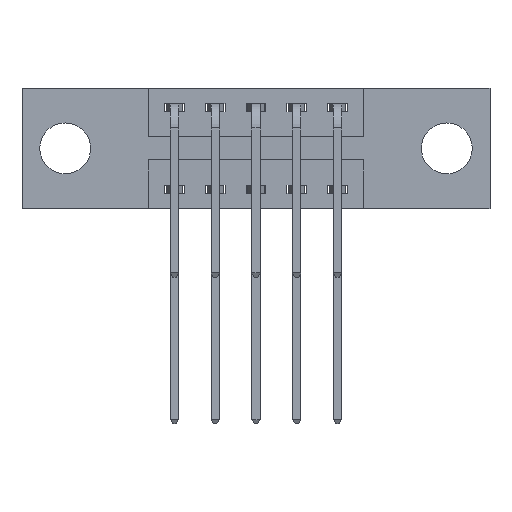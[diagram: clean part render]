
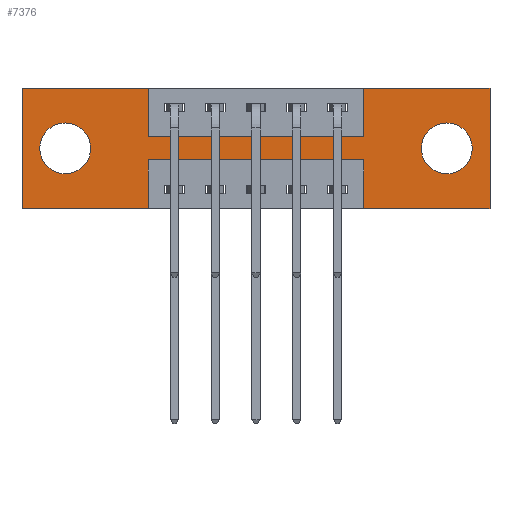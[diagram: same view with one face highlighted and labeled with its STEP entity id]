
A CAD part, front view. The second image highlights one B-rep face of the part: STEP entity #7376.
In plain terms, the highlighted planar face has unit normal (0, -1, 0).
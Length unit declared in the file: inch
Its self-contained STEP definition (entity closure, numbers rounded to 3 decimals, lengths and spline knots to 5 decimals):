
#159 = CARTESIAN_POINT ( 'NONE',  ( 0.3875, 0., 0. ) ) ;
#172 = CARTESIAN_POINT ( 'NONE',  ( 1.0475, 0., 0. ) ) ;
#222 = DIRECTION ( 'NONE',  ( 1., 0., 0. ) ) ;
#257 = DIRECTION ( 'NONE',  ( 0., 1., 0. ) ) ;
#352 = PLANE ( 'NONE',  #9705 ) ;
#380 = VERTEX_POINT ( 'NONE', #2471 ) ;
#413 = DIRECTION ( 'NONE',  ( 0., 0., -1. ) ) ;
#445 = DIRECTION ( 'NONE',  ( 0., 0., 1. ) ) ;
#542 = DIRECTION ( 'NONE',  ( 0., 1., 0. ) ) ;
#774 = CARTESIAN_POINT ( 'NONE',  ( 0.3875, 0., -0.37 ) ) ;
#980 = CARTESIAN_POINT ( 'NONE',  ( 0., 0., 0. ) ) ;
#1033 = EDGE_CURVE ( 'NONE', #380, #5569, #2490, .T. ) ;
#1048 = DIRECTION ( 'NONE',  ( -1., 0., 0. ) ) ;
#1064 = CARTESIAN_POINT ( 'NONE',  ( 0.3875, 0., 0. ) ) ;
#1119 = VECTOR ( 'NONE', #8594, 39.37008 ) ;
#1130 = CARTESIAN_POINT ( 'NONE',  ( 0., 0., 0. ) ) ;
#1145 = FACE_BOUND ( 'NONE', #4354, .T. ) ;
#1212 = VECTOR ( 'NONE', #10199, 39.37008 ) ;
#1276 = AXIS2_PLACEMENT_3D ( 'NONE', #10302, #542, #10249 ) ;
#1318 = CARTESIAN_POINT ( 'NONE',  ( 1.0475, 0., -0.22 ) ) ;
#1355 = ORIENTED_EDGE ( 'NONE', *, *, #2279, .F. ) ;
#1396 = ORIENTED_EDGE ( 'NONE', *, *, #4683, .F. ) ;
#1477 = DIRECTION ( 'NONE',  ( 0., 1., 0. ) ) ;
#1490 = VERTEX_POINT ( 'NONE', #5670 ) ;
#1515 = DIRECTION ( 'NONE',  ( 0., 0., -1. ) ) ;
#1685 = CARTESIAN_POINT ( 'NONE',  ( 1.3025, 0., -0.185 ) ) ;
#1865 = VERTEX_POINT ( 'NONE', #1318 ) ;
#1889 = CARTESIAN_POINT ( 'NONE',  ( 0., 0., 0. ) ) ;
#2075 = LINE ( 'NONE', #9501, #8907 ) ;
#2105 = VECTOR ( 'NONE', #8680, 39.37008 ) ;
#2274 = CARTESIAN_POINT ( 'NONE',  ( 1.3025, 0., -0.185 ) ) ;
#2275 = ORIENTED_EDGE ( 'NONE', *, *, #8957, .T. ) ;
#2279 = EDGE_CURVE ( 'NONE', #2867, #9776, #7694, .T. ) ;
#2285 = CARTESIAN_POINT ( 'NONE',  ( 0., 0., 0. ) ) ;
#2292 = VECTOR ( 'NONE', #7859, 39.37008 ) ;
#2471 = CARTESIAN_POINT ( 'NONE',  ( 1.3025, 0., -0.107 ) ) ;
#2478 = CIRCLE ( 'NONE', #1276, 0.078 ) ;
#2490 = CIRCLE ( 'NONE', #8903, 0.078 ) ;
#2559 = LINE ( 'NONE', #980, #2575 ) ;
#2575 = VECTOR ( 'NONE', #222, 39.37008 ) ;
#2720 = ORIENTED_EDGE ( 'NONE', *, *, #10386, .T. ) ;
#2794 = LINE ( 'NONE', #7553, #3784 ) ;
#2836 = VERTEX_POINT ( 'NONE', #5279 ) ;
#2867 = VERTEX_POINT ( 'NONE', #5497 ) ;
#2946 = VERTEX_POINT ( 'NONE', #8258 ) ;
#3068 = LINE ( 'NONE', #7296, #2105 ) ;
#3094 = ORIENTED_EDGE ( 'NONE', *, *, #10404, .F. ) ;
#3202 = ORIENTED_EDGE ( 'NONE', *, *, #9062, .F. ) ;
#3395 = DIRECTION ( 'NONE',  ( 0., 0., -1. ) ) ;
#3510 = DIRECTION ( 'NONE',  ( 1., 0., 0. ) ) ;
#3549 = DIRECTION ( 'NONE',  ( 0., 0., -1. ) ) ;
#3657 = ORIENTED_EDGE ( 'NONE', *, *, #5500, .F. ) ;
#3741 = ORIENTED_EDGE ( 'NONE', *, *, #1033, .T. ) ;
#3784 = VECTOR ( 'NONE', #1048, 39.37008 ) ;
#3850 = VERTEX_POINT ( 'NONE', #1064 ) ;
#4041 = EDGE_CURVE ( 'NONE', #9475, #1490, #8137, .T. ) ;
#4082 = ORIENTED_EDGE ( 'NONE', *, *, #8500, .F. ) ;
#4151 = VECTOR ( 'NONE', #5850, 39.37008 ) ;
#4208 = LINE ( 'NONE', #159, #6476 ) ;
#4347 = EDGE_CURVE ( 'NONE', #2836, #4572, #5529, .T. ) ;
#4354 = EDGE_LOOP ( 'NONE', ( #3741, #2275 ) ) ;
#4508 = FACE_BOUND ( 'NONE', #5832, .T. ) ;
#4572 = VERTEX_POINT ( 'NONE', #7390 ) ;
#4630 = DIRECTION ( 'NONE',  ( 0., 0., 1. ) ) ;
#4683 = EDGE_CURVE ( 'NONE', #9189, #8004, #5200, .T. ) ;
#4735 = DIRECTION ( 'NONE',  ( 0., 0., -1. ) ) ;
#4928 = CARTESIAN_POINT ( 'NONE',  ( 1.0475, 0., -0.37 ) ) ;
#5200 = LINE ( 'NONE', #9192, #1212 ) ;
#5259 = VERTEX_POINT ( 'NONE', #8806 ) ;
#5279 = CARTESIAN_POINT ( 'NONE',  ( 0.3875, 0., -0.22 ) ) ;
#5497 = CARTESIAN_POINT ( 'NONE',  ( 0., 0., -0.37 ) ) ;
#5500 = EDGE_CURVE ( 'NONE', #3850, #5259, #4208, .T. ) ;
#5514 = ORIENTED_EDGE ( 'NONE', *, *, #7270, .F. ) ;
#5529 = LINE ( 'NONE', #774, #9844 ) ;
#5549 = CARTESIAN_POINT ( 'NONE',  ( 0.1325, 0., -0.185 ) ) ;
#5569 = VERTEX_POINT ( 'NONE', #6799 ) ;
#5670 = CARTESIAN_POINT ( 'NONE',  ( 1.435, 0., -0.37 ) ) ;
#5764 = ORIENTED_EDGE ( 'NONE', *, *, #9778, .T. ) ;
#5832 = EDGE_LOOP ( 'NONE', ( #5764, #2720 ) ) ;
#5850 = DIRECTION ( 'NONE',  ( 0., 0., 1. ) ) ;
#5866 = AXIS2_PLACEMENT_3D ( 'NONE', #1685, #257, #3549 ) ;
#6167 = ORIENTED_EDGE ( 'NONE', *, *, #4347, .F. ) ;
#6187 = VECTOR ( 'NONE', #8102, 39.37008 ) ;
#6360 = EDGE_CURVE ( 'NONE', #9776, #3850, #2559, .T. ) ;
#6476 = VECTOR ( 'NONE', #3395, 39.37008 ) ;
#6543 = AXIS2_PLACEMENT_3D ( 'NONE', #5549, #8752, #4630 ) ;
#6620 = ORIENTED_EDGE ( 'NONE', *, *, #4041, .F. ) ;
#6799 = CARTESIAN_POINT ( 'NONE',  ( 1.3025, 0., -0.263 ) ) ;
#6842 = CARTESIAN_POINT ( 'NONE',  ( 0., 0., -0.37 ) ) ;
#6862 = CIRCLE ( 'NONE', #5866, 0.078 ) ;
#7049 = ORIENTED_EDGE ( 'NONE', *, *, #8390, .F. ) ;
#7147 = ORIENTED_EDGE ( 'NONE', *, *, #9264, .F. ) ;
#7204 = LINE ( 'NONE', #7364, #6187 ) ;
#7270 = EDGE_CURVE ( 'NONE', #4572, #2867, #2794, .T. ) ;
#7296 = CARTESIAN_POINT ( 'NONE',  ( 0.3875, 0., -0.22 ) ) ;
#7364 = CARTESIAN_POINT ( 'NONE',  ( 0., 0., -0.37 ) ) ;
#7376 = ADVANCED_FACE ( 'NONE', ( #1145, #4508, #7653 ), #352, .T. ) ;
#7390 = CARTESIAN_POINT ( 'NONE',  ( 0.3875, 0., -0.37 ) ) ;
#7553 = CARTESIAN_POINT ( 'NONE',  ( 0., 0., -0.37 ) ) ;
#7568 = CARTESIAN_POINT ( 'NONE',  ( 0.3875, 0., -0.15 ) ) ;
#7653 = FACE_OUTER_BOUND ( 'NONE', #8929, .T. ) ;
#7694 = LINE ( 'NONE', #1130, #4151 ) ;
#7706 = DIRECTION ( 'NONE',  ( 0., -1., 0. ) ) ;
#7719 = ORIENTED_EDGE ( 'NONE', *, *, #6360, .F. ) ;
#7859 = DIRECTION ( 'NONE',  ( 1., 0., 0. ) ) ;
#7956 = VERTEX_POINT ( 'NONE', #4928 ) ;
#8004 = VERTEX_POINT ( 'NONE', #172 ) ;
#8102 = DIRECTION ( 'NONE',  ( -1., 0., 0. ) ) ;
#8133 = CARTESIAN_POINT ( 'NONE',  ( 1.0475, 0., -0.15 ) ) ;
#8137 = LINE ( 'NONE', #8952, #1119 ) ;
#8258 = CARTESIAN_POINT ( 'NONE',  ( 0.1325, 0., -0.107 ) ) ;
#8373 = VECTOR ( 'NONE', #3510, 39.37008 ) ;
#8390 = EDGE_CURVE ( 'NONE', #1490, #7956, #7204, .T. ) ;
#8436 = LINE ( 'NONE', #7568, #8373 ) ;
#8500 = EDGE_CURVE ( 'NONE', #5259, #9189, #8436, .T. ) ;
#8594 = DIRECTION ( 'NONE',  ( 0., 0., -1. ) ) ;
#8680 = DIRECTION ( 'NONE',  ( -1., 0., 0. ) ) ;
#8752 = DIRECTION ( 'NONE',  ( 0., 1., 0. ) ) ;
#8806 = CARTESIAN_POINT ( 'NONE',  ( 0.3875, 0., -0.15 ) ) ;
#8903 = AXIS2_PLACEMENT_3D ( 'NONE', #2274, #1477, #4735 ) ;
#8907 = VECTOR ( 'NONE', #445, 39.37008 ) ;
#8929 = EDGE_LOOP ( 'NONE', ( #6167, #7147, #3094, #7049, #6620, #3202, #1396, #4082, #3657, #7719, #1355, #5514 ) ) ;
#8952 = CARTESIAN_POINT ( 'NONE',  ( 1.435, 0., 0. ) ) ;
#8957 = EDGE_CURVE ( 'NONE', #5569, #380, #6862, .T. ) ;
#9062 = EDGE_CURVE ( 'NONE', #8004, #9475, #9154, .T. ) ;
#9154 = LINE ( 'NONE', #1889, #2292 ) ;
#9189 = VERTEX_POINT ( 'NONE', #8133 ) ;
#9192 = CARTESIAN_POINT ( 'NONE',  ( 1.0475, 0., 0. ) ) ;
#9229 = CIRCLE ( 'NONE', #6543, 0.078 ) ;
#9240 = CARTESIAN_POINT ( 'NONE',  ( 1.435, 0., 0. ) ) ;
#9264 = EDGE_CURVE ( 'NONE', #1865, #2836, #3068, .T. ) ;
#9475 = VERTEX_POINT ( 'NONE', #9240 ) ;
#9501 = CARTESIAN_POINT ( 'NONE',  ( 1.0475, 0., -0.37 ) ) ;
#9705 = AXIS2_PLACEMENT_3D ( 'NONE', #6842, #7706, #413 ) ;
#9732 = CARTESIAN_POINT ( 'NONE',  ( 0.1325, 0., -0.263 ) ) ;
#9776 = VERTEX_POINT ( 'NONE', #2285 ) ;
#9778 = EDGE_CURVE ( 'NONE', #2946, #10109, #9229, .T. ) ;
#9844 = VECTOR ( 'NONE', #1515, 39.37008 ) ;
#10109 = VERTEX_POINT ( 'NONE', #9732 ) ;
#10199 = DIRECTION ( 'NONE',  ( 0., 0., 1. ) ) ;
#10249 = DIRECTION ( 'NONE',  ( 0., 0., 1. ) ) ;
#10302 = CARTESIAN_POINT ( 'NONE',  ( 0.1325, 0., -0.185 ) ) ;
#10386 = EDGE_CURVE ( 'NONE', #10109, #2946, #2478, .T. ) ;
#10404 = EDGE_CURVE ( 'NONE', #7956, #1865, #2075, .T. ) ;
